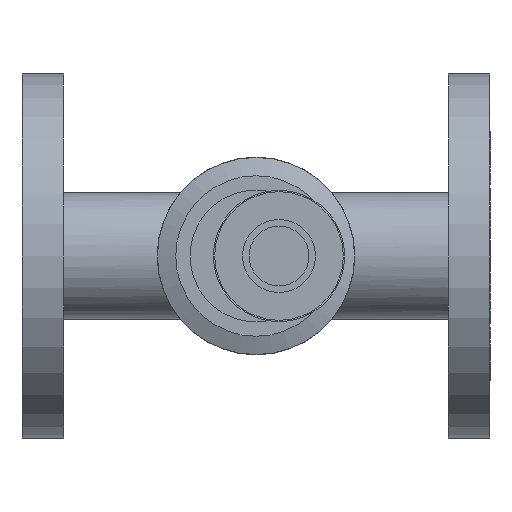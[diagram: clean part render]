
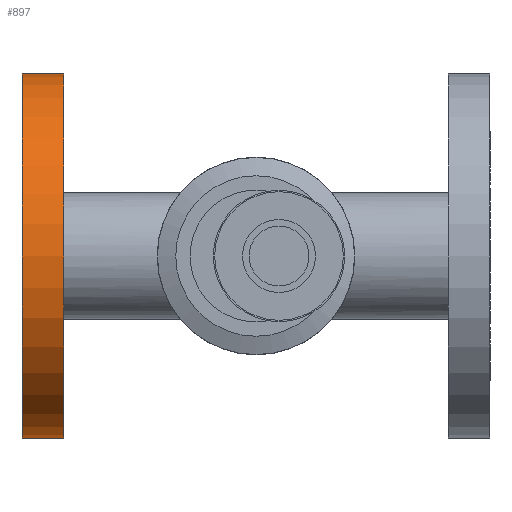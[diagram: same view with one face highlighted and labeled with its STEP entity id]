
A CAD part, left-side view. The second image highlights one B-rep face of the part: STEP entity #897.
In plain terms, the highlighted cylindrical face has radius 70 mm (diameter 140 mm), a full revolution.
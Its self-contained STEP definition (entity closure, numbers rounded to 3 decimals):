
#119=FACE_OUTER_BOUND('',#193,.T.);
#193=EDGE_LOOP('',(#723,#724,#725,#726));
#266=LINE('',#1692,#302);
#302=VECTOR('',#1266,70.);
#367=CIRCLE('',#1027,70.);
#368=CIRCLE('',#1029,70.);
#443=VERTEX_POINT('',#1686);
#444=VERTEX_POINT('',#1689);
#546=EDGE_CURVE('',#443,#443,#367,.T.);
#547=EDGE_CURVE('',#444,#444,#368,.T.);
#548=EDGE_CURVE('',#443,#444,#266,.T.);
#723=ORIENTED_EDGE('',*,*,#546,.F.);
#724=ORIENTED_EDGE('',*,*,#548,.T.);
#725=ORIENTED_EDGE('',*,*,#547,.T.);
#726=ORIENTED_EDGE('',*,*,#548,.F.);
#856=CYLINDRICAL_SURFACE('',#1030,70.);
#897=ADVANCED_FACE('',(#119),#856,.T.);
#1027=AXIS2_PLACEMENT_3D('',#1687,#1258,#1259);
#1029=AXIS2_PLACEMENT_3D('',#1690,#1262,#1263);
#1030=AXIS2_PLACEMENT_3D('',#1691,#1264,#1265);
#1258=DIRECTION('center_axis',(0.,1.,0.));
#1259=DIRECTION('ref_axis',(1.,0.,0.));
#1262=DIRECTION('center_axis',(0.,1.,0.));
#1263=DIRECTION('ref_axis',(1.,0.,0.));
#1264=DIRECTION('center_axis',(0.,1.,0.));
#1265=DIRECTION('ref_axis',(1.,0.,0.));
#1266=DIRECTION('',(0.,-1.,0.));
#1686=CARTESIAN_POINT('',(2081.451,90.,0.));
#1687=CARTESIAN_POINT('Origin',(2151.451,90.,0.));
#1689=CARTESIAN_POINT('',(2081.451,74.,0.));
#1690=CARTESIAN_POINT('Origin',(2151.451,74.,0.));
#1691=CARTESIAN_POINT('Origin',(2151.451,82.,0.));
#1692=CARTESIAN_POINT('',(2081.451,82.,0.));
